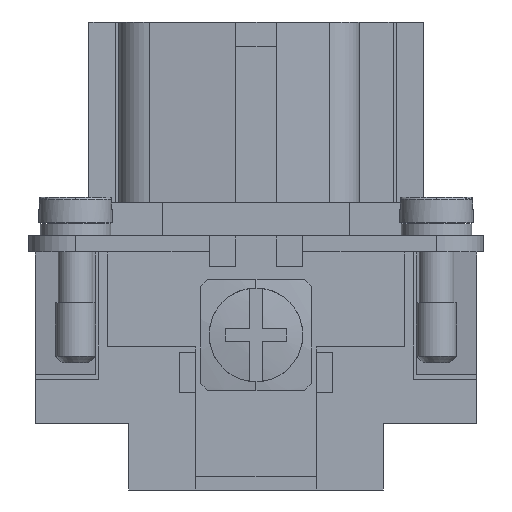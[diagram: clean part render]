
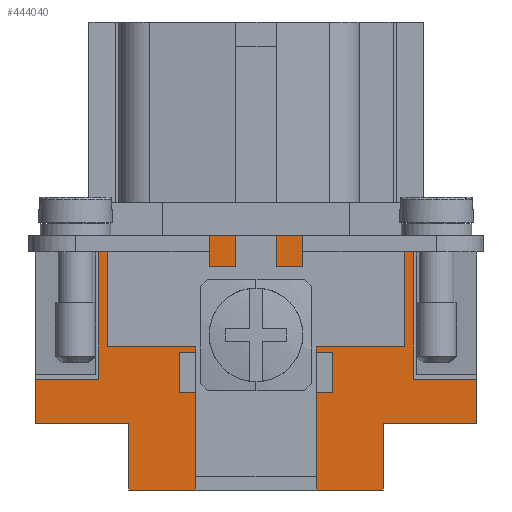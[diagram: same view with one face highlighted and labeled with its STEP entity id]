
A CAD part, left-side view. The second image highlights one B-rep face of the part: STEP entity #444040.
In plain terms, the highlighted planar face has unit normal (-1, 0, 0).
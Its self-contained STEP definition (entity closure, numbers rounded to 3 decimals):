
#136550=CARTESIAN_POINT('',(-21.55,9.5,5.));
#136560=VERTEX_POINT('',#136550);
#136590=CARTESIAN_POINT('',(-21.55,9.5,5.));
#136600=DIRECTION('',(0.,0.,-1.));
#136610=VECTOR('',#136600,5.);
#136620=LINE('',#136590,#136610);
#136630=CARTESIAN_POINT('',(-21.55,9.5,0.));
#136640=VERTEX_POINT('',#136630);
#136650=EDGE_CURVE('',#136560,#136640,#136620,.T.);
#136920=CARTESIAN_POINT('',(-21.55,4.55,0.));
#136930=DIRECTION('',(0.,1.,0.));
#136940=VECTOR('',#136930,4.95);
#136950=LINE('',#136920,#136940);
#136960=CARTESIAN_POINT('',(-21.55,4.55,0.));
#136970=VERTEX_POINT('',#136960);
#136980=EDGE_CURVE('',#136970,#136640,#136950,.T.);
#137520=CARTESIAN_POINT('',(-21.55,-4.55,0.));
#137530=VERTEX_POINT('',#137520);
#137560=CARTESIAN_POINT('',(-21.55,-9.5,0.));
#137570=DIRECTION('',(0.,1.,0.));
#137580=VECTOR('',#137570,4.95);
#137590=LINE('',#137560,#137580);
#137600=CARTESIAN_POINT('',(-21.55,-9.5,0.));
#137610=VERTEX_POINT('',#137600);
#137620=EDGE_CURVE('',#137610,#137530,#137590,.T.);
#305440=CARTESIAN_POINT('',(-21.55,-11.75,19.));
#305450=VERTEX_POINT('',#305440);
#305480=CARTESIAN_POINT('',(-21.55,-11.75,19.));
#305490=DIRECTION('',(0.,1.,0.));
#305500=VECTOR('',#305490,23.5);
#305510=LINE('',#305480,#305500);
#305520=CARTESIAN_POINT('',(-21.55,11.75,19.));
#305530=VERTEX_POINT('',#305520);
#305540=EDGE_CURVE('',#305450,#305530,#305510,.T.);
#366230=CARTESIAN_POINT('',(-21.55,11.75,19.));
#366240=DIRECTION('',(0.,0.,-1.));
#366250=VECTOR('',#366240,10.7);
#366260=LINE('',#366230,#366250);
#366270=CARTESIAN_POINT('',(-21.55,11.75,8.3));
#366280=VERTEX_POINT('',#366270);
#366290=EDGE_CURVE('',#305530,#366280,#366260,.T.);
#366880=CARTESIAN_POINT('',(-21.55,16.5,8.3));
#366890=VERTEX_POINT('',#366880);
#366940=CARTESIAN_POINT('',(-21.55,11.75,8.3));
#366950=DIRECTION('',(0.,1.,0.));
#366960=VECTOR('',#366950,4.75);
#366970=LINE('',#366940,#366960);
#366980=EDGE_CURVE('',#366280,#366890,#366970,.T.);
#369560=CARTESIAN_POINT('',(-21.55,-11.75,8.3));
#369570=DIRECTION('',(0.,0.,1.));
#369580=VECTOR('',#369570,10.7);
#369590=LINE('',#369560,#369580);
#369600=CARTESIAN_POINT('',(-21.55,-11.75,8.3));
#369610=VERTEX_POINT('',#369600);
#369620=EDGE_CURVE('',#369610,#305450,#369590,.T.);
#369930=CARTESIAN_POINT('',(-21.55,-16.5,8.3));
#369940=VERTEX_POINT('',#369930);
#369970=CARTESIAN_POINT('',(-21.55,-16.5,8.3));
#369980=DIRECTION('',(0.,1.,0.));
#369990=VECTOR('',#369980,4.75);
#370000=LINE('',#369970,#369990);
#370010=EDGE_CURVE('',#369940,#369610,#370000,.T.);
#370180=CARTESIAN_POINT('',(-21.55,16.5,5.));
#370190=DIRECTION('',(0.,0.,1.));
#370200=VECTOR('',#370190,3.3);
#370210=LINE('',#370180,#370200);
#370220=CARTESIAN_POINT('',(-21.55,16.5,5.));
#370230=VERTEX_POINT('',#370220);
#370240=EDGE_CURVE('',#370230,#366890,#370210,.T.);
#371820=CARTESIAN_POINT('',(-21.55,-16.5,5.));
#371830=VERTEX_POINT('',#371820);
#371860=CARTESIAN_POINT('',(-21.55,-16.5,5.));
#371870=DIRECTION('',(0.,0.,1.));
#371880=VECTOR('',#371870,3.3);
#371890=LINE('',#371860,#371880);
#371900=EDGE_CURVE('',#371830,#369940,#371890,.T.);
#430200=CARTESIAN_POINT('',(-21.55,-9.5,0.));
#430210=DIRECTION('',(0.,0.,1.));
#430220=VECTOR('',#430210,5.);
#430230=LINE('',#430200,#430220);
#430240=CARTESIAN_POINT('',(-21.55,-9.5,5.));
#430250=VERTEX_POINT('',#430240);
#430260=EDGE_CURVE('',#137610,#430250,#430230,.T.);
#435390=CARTESIAN_POINT('',(-21.55,-9.5,5.));
#435400=DIRECTION('',(0.,-1.,0.));
#435410=VECTOR('',#435400,7.);
#435420=LINE('',#435390,#435410);
#435430=EDGE_CURVE('',#430250,#371830,#435420,.T.);
#436110=CARTESIAN_POINT('',(-21.55,16.5,5.));
#436120=DIRECTION('',(0.,-1.,0.));
#436130=VECTOR('',#436120,7.);
#436140=LINE('',#436110,#436130);
#436150=EDGE_CURVE('',#370230,#136560,#436140,.T.);
#439410=CARTESIAN_POINT('',(-21.55,4.55,0.));
#439420=DIRECTION('',(0.,0.,1.));
#439430=VECTOR('',#439420,3.5);
#439440=LINE('',#439410,#439430);
#439450=CARTESIAN_POINT('',(-21.55,4.55,3.5));
#439460=VERTEX_POINT('',#439450);
#439470=EDGE_CURVE('',#136970,#439460,#439440,.T.);
#439700=CARTESIAN_POINT('',(-21.55,-4.55,3.5));
#439710=DIRECTION('',(0.,0.,-1.));
#439720=VECTOR('',#439710,3.5);
#439730=LINE('',#439700,#439720);
#439740=CARTESIAN_POINT('',(-21.55,-4.55,3.5));
#439750=VERTEX_POINT('',#439740);
#439760=EDGE_CURVE('',#439750,#137530,#439730,.T.);
#440060=CARTESIAN_POINT('',(-21.55,4.55,3.5));
#440070=DIRECTION('',(0.,-1.,0.));
#440080=VECTOR('',#440070,9.1);
#440090=LINE('',#440060,#440080);
#440100=EDGE_CURVE('',#439460,#439750,#440090,.T.);
#443810=CARTESIAN_POINT('',(-21.55,-16.5,0.));
#443820=DIRECTION('',(-1.,0.,0.));
#443830=DIRECTION('',(0.,0.,1.));
#443840=AXIS2_PLACEMENT_3D('',#443810,#443820,#443830);
#443850=PLANE('',#443840);
#443860=ORIENTED_EDGE('',*,*,#366290,.T.);
#443870=ORIENTED_EDGE('',*,*,#305540,.T.);
#443880=ORIENTED_EDGE('',*,*,#369620,.T.);
#443890=ORIENTED_EDGE('',*,*,#370010,.T.);
#443900=ORIENTED_EDGE('',*,*,#371900,.T.);
#443910=ORIENTED_EDGE('',*,*,#435430,.T.);
#443920=ORIENTED_EDGE('',*,*,#430260,.T.);
#443930=ORIENTED_EDGE('',*,*,#137620,.F.);
#443940=ORIENTED_EDGE('',*,*,#439760,.T.);
#443950=ORIENTED_EDGE('',*,*,#440100,.T.);
#443960=ORIENTED_EDGE('',*,*,#439470,.T.);
#443970=ORIENTED_EDGE('',*,*,#136980,.F.);
#443980=ORIENTED_EDGE('',*,*,#136650,.T.);
#443990=ORIENTED_EDGE('',*,*,#436150,.T.);
#444000=ORIENTED_EDGE('',*,*,#370240,.F.);
#444010=ORIENTED_EDGE('',*,*,#366980,.T.);
#444020=EDGE_LOOP('',(#444010,#444000,#443990,#443980,#443970,#443960,
#443950,#443940,#443930,#443920,#443910,#443900,#443890,#443880,#443870,
#443860));
#444030=FACE_OUTER_BOUND('',#444020,.T.);
#444040=ADVANCED_FACE('',(#444030),#443850,.T.);
